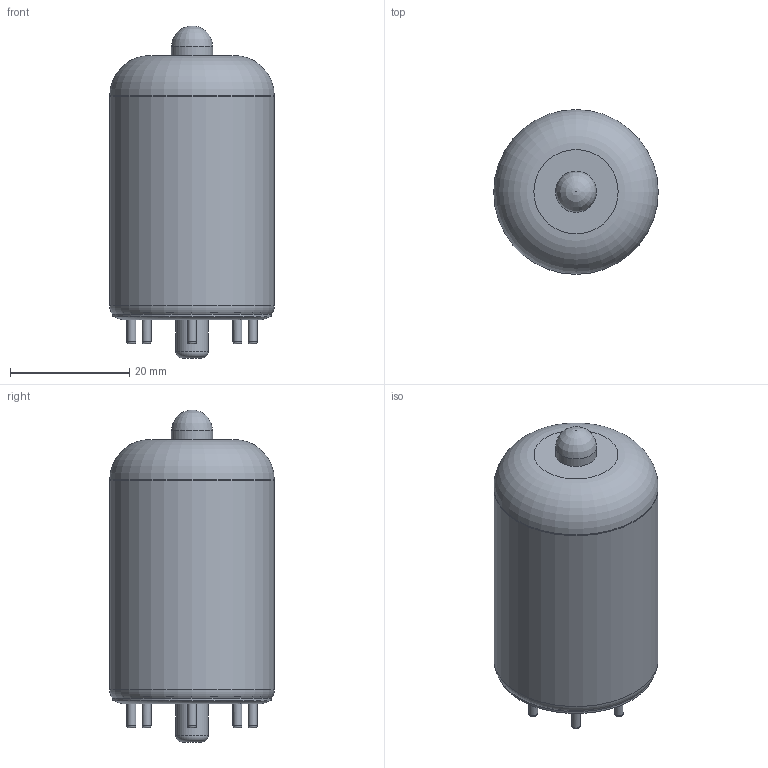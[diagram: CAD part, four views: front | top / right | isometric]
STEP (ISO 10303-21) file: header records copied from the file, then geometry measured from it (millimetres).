
FILE_DESCRIPTION(/* description */ ('model of Valve_Octal'),/* implementation_level */ '2;1');
FILE_NAME(/* name */ 'Valve_Octal.step',/* time_stamp */ '2018-11-15T18:31:55',/* author */ ('kicad StepUp','ksu'),/* organization */ ('FreeCAD'),/* preprocessor_version */ 'OCC',/* originating_system */ 'kicad StepUp',/* authorisation */ '');
FILE_SCHEMA(('AUTOMOTIVE_DESIGN { 1 0 10303 214 1 1 1 1 }'));
Length unit declared in the file: millimetre
Products named in the file (1): Valve_Octal
Bounding box: 27.58 x 27.58 x 55.66 mm (x, y, z)
Volume: 9651.4 mm3; surface area: 11847.6 mm2
Topology: 2 solids, 2 shells, 82 faces, 165 edges, 99 vertices
Faces by surface type: cylinder 37, plane 26, torus 14, revolution 5
Full cylindrical faces by diameter (mm): 1 x6, 1.5 x16, 5.4 x1, 6.895 x1, 26.58 x1, 26.78 x1, 27.58 x3
Entity records: 2840 total; most frequent: DIRECTION 430, CARTESIAN_POINT 429, ORIENTED_EDGE 326, AXIS2_PLACEMENT_3D 188, EDGE_CURVE 163, FACE_BOUND 112, EDGE_LOOP 112, CIRCLE 102
